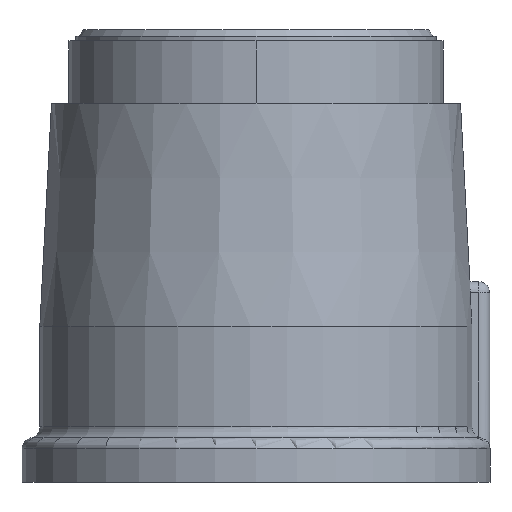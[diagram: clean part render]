
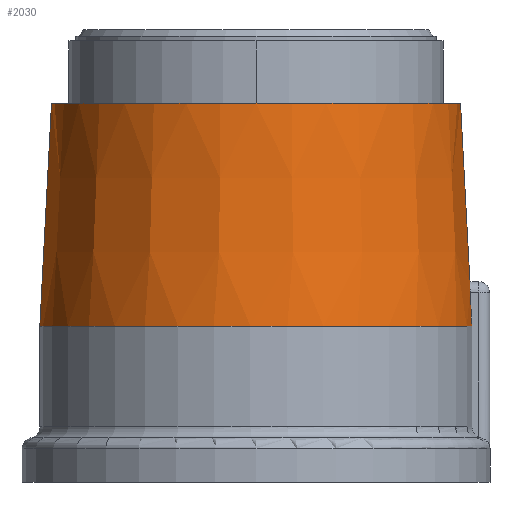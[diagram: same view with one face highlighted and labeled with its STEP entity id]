
A CAD part, left-side view. The second image highlights one B-rep face of the part: STEP entity #2030.
In plain terms, the highlighted conical face has half-angle 3 degrees and reference radius 9.438 mm.
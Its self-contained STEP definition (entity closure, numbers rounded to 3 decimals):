
#365=CARTESIAN_POINT('',(-0.5,-9.609,7.5));
#366=CARTESIAN_POINT('',(-0.5,-9.617,7.334));
#367=CARTESIAN_POINT('',(-0.5,-9.635,7.002));
#368=CARTESIAN_POINT('',(-0.5,-9.661,6.504));
#369=CARTESIAN_POINT('',(-0.5,-9.678,6.172));
#370=CARTESIAN_POINT('',(-0.5,-9.687,6.005));
#372=CARTESIAN_POINT('',(0.,0.,6.005));
#373=DIRECTION('',(0.,0.,-1.));
#374=DIRECTION('',(-0.052,-0.999,0.));
#375=AXIS2_PLACEMENT_3D('',#372,#373,#374);
#377=CARTESIAN_POINT('',(0.,0.,16.));
#378=DIRECTION('',(0.,0.,1.));
#379=DIRECTION('',(0.,1.,0.));
#380=AXIS2_PLACEMENT_3D('',#377,#378,#379);
#382=CARTESIAN_POINT('',(0.,-9.595,8.));
#383=CARTESIAN_POINT('',(-0.044,-9.595,
8.));
#384=CARTESIAN_POINT('',(-0.132,-9.595,
7.989));
#385=CARTESIAN_POINT('',(-0.256,-9.596,
7.936));
#386=CARTESIAN_POINT('',(-0.358,-9.596,
7.857));
#387=CARTESIAN_POINT('',(-0.439,-9.599,
7.751));
#388=CARTESIAN_POINT('',(-0.488,-9.602,
7.631));
#389=CARTESIAN_POINT('',(-0.5,-9.606,7.544));
#390=CARTESIAN_POINT('',(-0.5,-9.609,7.5));
#414=DIRECTION('',(0.,0.052,0.999));
#415=VECTOR('',#414,8.011);
#416=CARTESIAN_POINT('',(0.,-9.595,8.));
#417=LINE('',#416,#415);
#423=DIRECTION('',(0.,-0.052,0.999));
#424=VECTOR('',#423,10.008);
#425=CARTESIAN_POINT('',(0.,9.7,6.005));
#426=LINE('',#425,#424);
#1519=VERTEX_POINT('',#382);
#1520=VERTEX_POINT('',#390);
#1522=CARTESIAN_POINT('',(0.,-9.176,16.));
#1523=CARTESIAN_POINT('',(0.,9.176,16.));
#1524=VERTEX_POINT('',#1522);
#1525=VERTEX_POINT('',#1523);
#1526=CARTESIAN_POINT('',(0.,9.7,6.005));
#1527=VERTEX_POINT('',#1526);
#1528=VERTEX_POINT('',#370);
#2014=CARTESIAN_POINT('',(0.,0.,11.003));
#2015=DIRECTION('',(0.,0.,-1.));
#2016=DIRECTION('',(0.,-1.,0.));
#2017=AXIS2_PLACEMENT_3D('',#2014,#2015,#2016);
#2018=CONICAL_SURFACE('',#2017,9.438,3.);
#2019=ORIENTED_EDGE('',*,*,#1957,.T.);
#2020=ORIENTED_EDGE('',*,*,#1975,.T.);
#2022=ORIENTED_EDGE('',*,*,#2021,.T.);
#2024=ORIENTED_EDGE('',*,*,#2023,.T.);
#2026=ORIENTED_EDGE('',*,*,#2025,.F.);
#2027=ORIENTED_EDGE('',*,*,#2001,.T.);
#2028=EDGE_LOOP('',(#2019,#2020,#2022,#2024,#2026,#2027));
#2029=FACE_OUTER_BOUND('',#2028,.F.);
#2030=ADVANCED_FACE('',(#2029),#2018,.T.);
#371=B_SPLINE_CURVE_WITH_KNOTS('',3,(#365,#366,#367,#368,#369,#370),
.UNSPECIFIED.,.F.,.F.,(4,1,1,4),(0.,0.333,0.667,1.),
.UNSPECIFIED.);
#376=CIRCLE('',#375,9.7);
#381=CIRCLE('',#380,9.176);
#391=B_SPLINE_CURVE_WITH_KNOTS('',3,(#382,#383,#384,#385,#386,#387,#388,#389,
#390),.UNSPECIFIED.,.F.,.F.,(4,1,1,1,1,1,4),(0.,0.167,
0.333,0.5,0.667,0.833,1.),
.UNSPECIFIED.);
#1957=EDGE_CURVE('',#1520,#1528,#371,.T.);
#1975=EDGE_CURVE('',#1528,#1527,#376,.T.);
#2001=EDGE_CURVE('',#1519,#1520,#391,.T.);
#2021=EDGE_CURVE('',#1527,#1525,#426,.T.);
#2023=EDGE_CURVE('',#1525,#1524,#381,.T.);
#2025=EDGE_CURVE('',#1519,#1524,#417,.T.);
